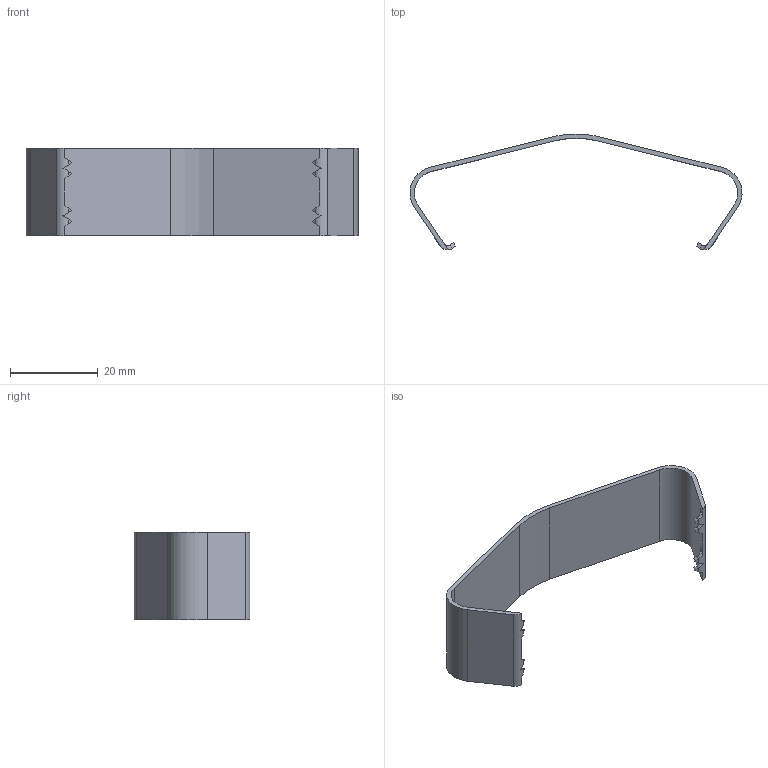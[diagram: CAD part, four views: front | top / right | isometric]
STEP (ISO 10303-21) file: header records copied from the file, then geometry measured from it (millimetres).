
FILE_DESCRIPTION((''),'2;1');
FILE_NAME('6065538','2012-10-27T',('AndreasKeweloh'),(''),'PRO/ENGINEER BY PARAMETRIC TECHNOLOGY CORPORATION, 2012230','PRO/ENGINEER BY PARAMETRIC TECHNOLOGY CORPORATION, 2012230','');
FILE_SCHEMA(('CONFIG_CONTROL_DESIGN'));
Length unit declared in the file: millimetre
Products named in the file (1): 6065538
Bounding box: 75.87 x 26.44 x 20 mm (x, y, z)
Volume: 2283.9 mm3; surface area: 4858.4 mm2
Topology: 1 solids, 1 shells, 70 faces, 172 edges, 104 vertices
Faces by surface type: plane 42, bspline 16, cylinder 12
Entity records: 2514 total; most frequent: CARTESIAN_POINT 954, ORIENTED_EDGE 344, DIRECTION 256, EDGE_CURVE 172, VECTOR 116, LINE 116, VERTEX_POINT 104, AXIS2_PLACEMENT_3D 70
